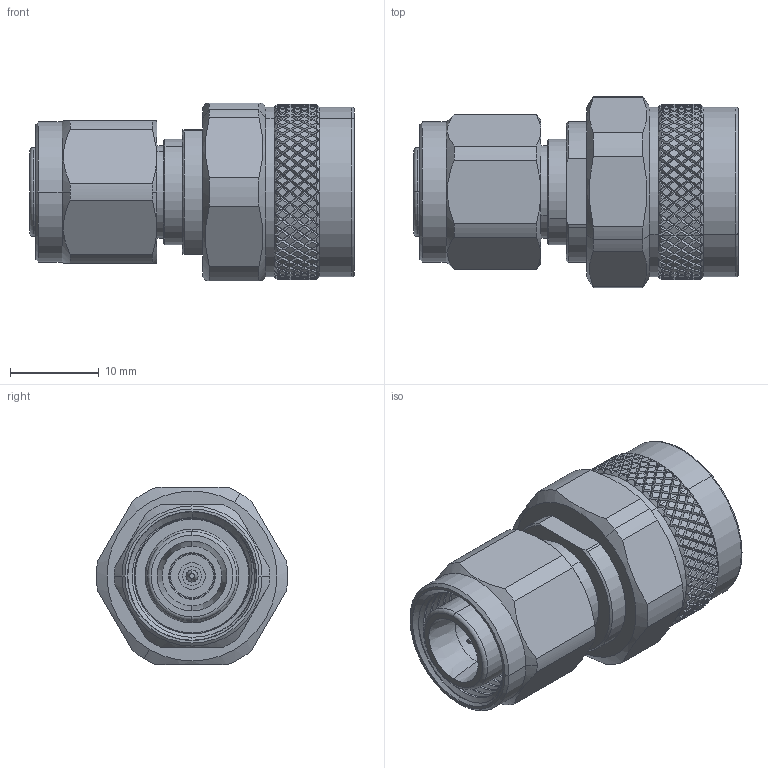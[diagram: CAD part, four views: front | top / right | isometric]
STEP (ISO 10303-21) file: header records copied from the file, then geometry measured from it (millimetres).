
FILE_DESCRIPTION (( 'STEP AP214' ), '1' );
FILE_NAME ('FMAD1272.step', '2021-07-16T15:11:12', ( '' ), ( '' ), 'SwSTEP 2.0', 'SolidWorks 2020', '' );
FILE_SCHEMA (( 'AUTOMOTIVE_DESIGN' ));
Products named in the file (1): FMAD1272
Bounding box: 36.46 x 21.47 x 20 mm (x, y, z)
Volume: 6918.1 mm3; surface area: 4978.8 mm2
Topology: 1 solids, 1 shells, 1662 faces, 3674 edges, 2032 vertices
Faces by surface type: bspline 1158, cylinder 417, cone 38, plane 35, torus 14
Entity records: 60175 total; most frequent: CARTESIAN_POINT 36910, ORIENTED_EDGE 7348, EDGE_CURVE 3674, VERTEX_POINT 2032, DIRECTION 1789, EDGE_LOOP 1680, ADVANCED_FACE 1662, FACE_OUTER_BOUND 1662
